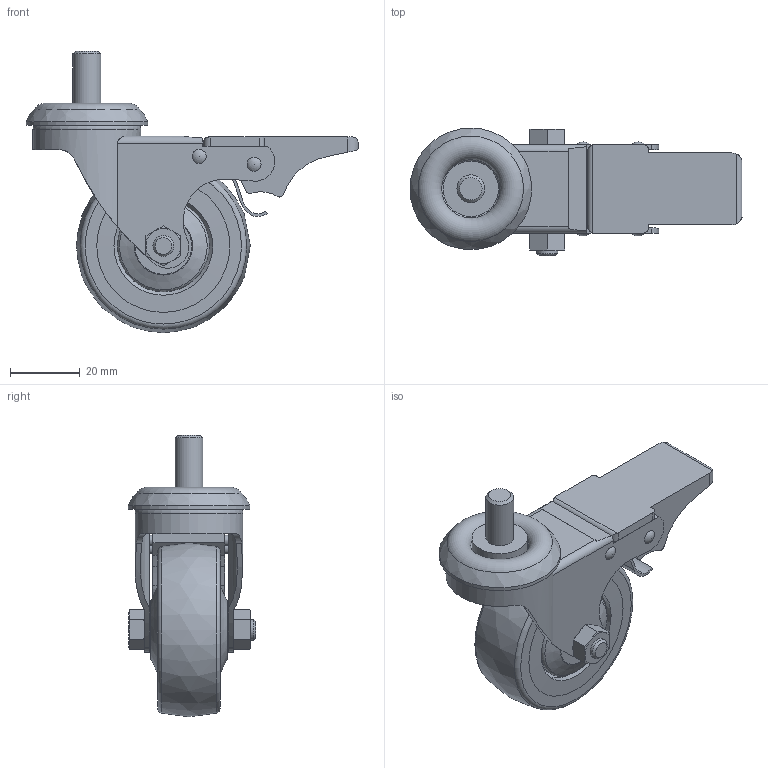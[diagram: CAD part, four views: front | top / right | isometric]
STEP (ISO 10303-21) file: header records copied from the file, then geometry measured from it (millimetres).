
FILE_DESCRIPTION(/* description */ ('RUOTA D.50 GIREVOLE C/F. C/PERNO M8'),/* implementation_level */ '2;1');
FILE_NAME(/* name */ 'CRUST0000017.stp',/* time_stamp */ '2025-02-10T12:16:32+01:00',/* author */ ('tecnico5'),/* organization */ ('Microsoft'),/* preprocessor_version */ 'ST-DEVELOPER v20',/* originating_system */ 'Autodesk Inventor 2022',/* authorisation */ '');
FILE_SCHEMA (('AUTOMOTIVE_DESIGN { 1 0 10303 214 3 1 1 }'));
Length unit declared in the file: millimetre
Products named in the file (8): CRUST0000017; 440000025803; 440000025804; 440000025805; 440000025808; 440000025806; 440000025809; 440000025807
Assembly tree (8 placements, depth 2):
  CRUST0000017
    440000025803
    440000025804  x2
    440000025805
    440000025808
    440000025806
    440000025809
    440000025807
Bounding box: 95.5 x 36.75 x 81 mm (x, y, z)
Volume: 55384.5 mm3; surface area: 27438.4 mm2
Topology: 8 solids, 8 shells, 201 faces, 455 edges, 284 vertices
Faces by surface type: plane 73, cylinder 61, cone 38, torus 23, sphere 4, bspline 2
Full cylindrical faces by diameter (mm): 3 x2, 4.917 x1, 5.9 x1, 6 x3, 6.3 x2, 7.1 x1, 7.9 x1, 8 x4, 16 x1, 25.4 x2, 26.4 x2, 28.4 x2, 31 x1, 35 x1
Entity records: 5934 total; most frequent: CARTESIAN_POINT 1244, DIRECTION 977, ORIENTED_EDGE 864, EDGE_CURVE 432, AXIS2_PLACEMENT_3D 408, VERTEX_POINT 273, EDGE_LOOP 223, CIRCLE 200
